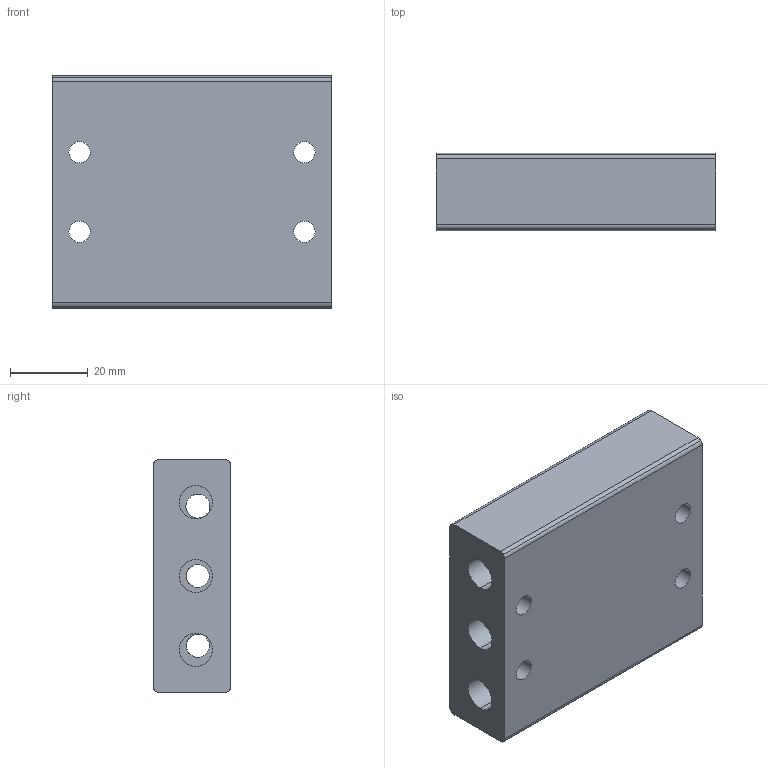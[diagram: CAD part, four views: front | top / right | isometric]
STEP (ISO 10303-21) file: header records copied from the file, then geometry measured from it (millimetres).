
FILE_DESCRIPTION((''),'2;1');
FILE_NAME('00_052_2.stp','2002-11-27T22:13:02',('Branislav Petkovic'),('AZ Pneumatica'),'AutoCAD STEP 2000i','AutoCAD 2000i','Via J. F. Kennedy, 26, 20020 Misinto (MI), ITALY');
FILE_SCHEMA(('CONFIG_CONTROL_DESIGN'));
Length unit declared in the file: millimetre
Products named in the file (2): 00_052_2; PART1
Assembly tree (1 placements, depth 2):
  00_052_2
    PART1
Bounding box: 72 x 20 x 60 mm (x, y, z)
Surface area: 20918.4 mm2 (no closed solid volume)
Topology: 0 solids, 1 shells, 100 faces, 262 edges, 176 vertices
Faces by surface type: cylinder 70, plane 30
Entity records: 4029 total; most frequent: CARTESIAN_POINT 1318, DIRECTION 554, ORIENTED_EDGE 524, EDGE_CURVE 262, AXIS2_PLACEMENT_3D 230, VERTEX_POINT 176, EDGE_LOOP 150, CIRCLE 128
